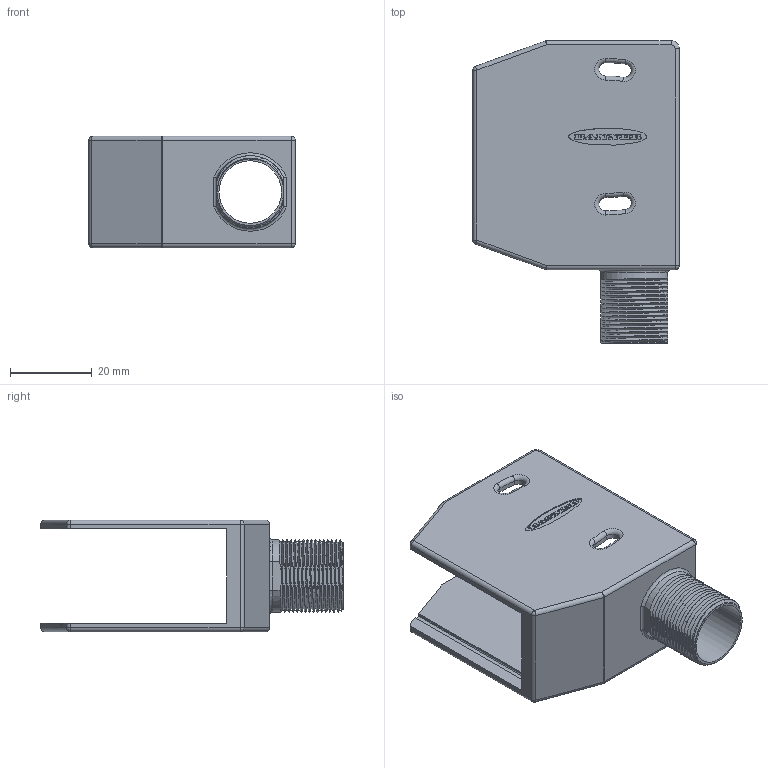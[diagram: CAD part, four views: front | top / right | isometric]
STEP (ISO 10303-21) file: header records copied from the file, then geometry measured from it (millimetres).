
FILE_DESCRIPTION((''),'2;1');
FILE_NAME('141857_SW','2008-08-15T',('banengservice'),('BANNER ENGINEERING'),'PRO/ENGINEER BY PARAMETRIC TECHNOLOGY CORPORATION, 2006170','PRO/ENGINEER BY PARAMETRIC TECHNOLOGY CORPORATION, 2006170','');
FILE_SCHEMA(('CONFIG_CONTROL_DESIGN'));
Length unit declared in the file: inch
Products named in the file (1): 141857_SW
Bounding box: 50.5 x 74 x 27.3 mm (x, y, z)
Volume: 15813.4 mm3; surface area: 16096.8 mm2
Topology: 1 solids, 1 shells, 788 faces, 2225 edges, 1464 vertices
Faces by surface type: plane 519, extrusion 150, cylinder 76, torus 20, sphere 10, bspline 10, cone 3
Entity records: 30474 total; most frequent: CARTESIAN_POINT 10843, ORIENTED_EDGE 4450, DIRECTION 3299, EDGE_CURVE 2225, VECTOR 1797, LINE 1647, VERTEX_POINT 1464, EDGE_LOOP 823
